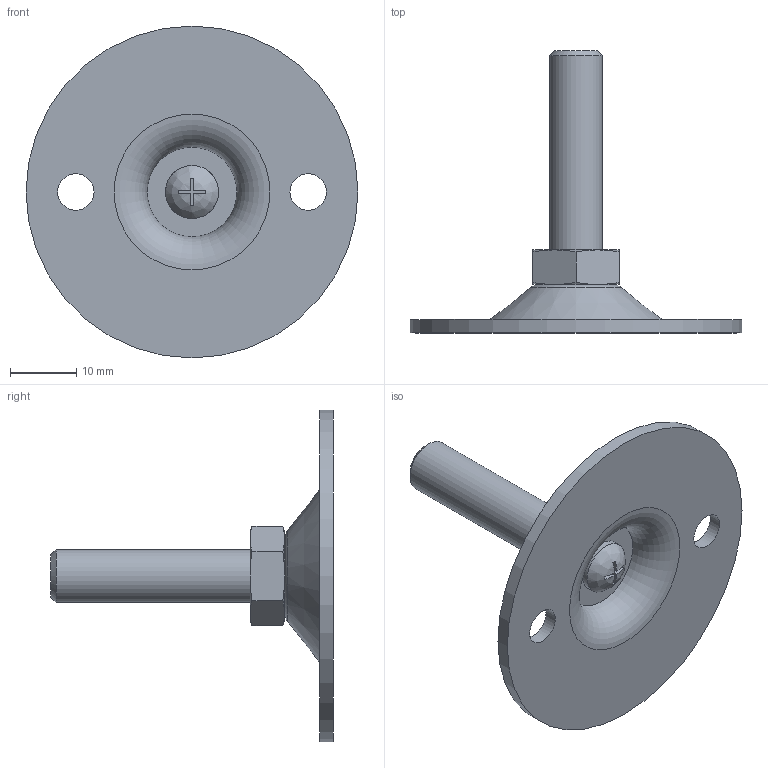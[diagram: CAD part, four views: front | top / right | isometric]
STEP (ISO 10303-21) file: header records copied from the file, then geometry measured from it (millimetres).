
FILE_DESCRIPTION( ( 'STEP AP214' ), '1' );
FILE_NAME( 'K0678.15008X030.stp', '2020-12-09T11:13:41', ( '' ), ( '' ), ' ', 'PARTsolutions', ' ' );
FILE_SCHEMA( ( 'AUTOMOTIVE_DESIGN { 1 0 10303 214 1 1 1 1 }' ) );
Length unit declared in the file: millimetre
Products named in the file (1): _K0678.15008X030
Bounding box: 50 x 42.5 x 50 mm (x, y, z)
Volume: 6819.1 mm3; surface area: 5593 mm2
Topology: 1 solids, 1 shells, 47 faces, 106 edges, 66 vertices
Faces by surface type: plane 25, cone 14, cylinder 5, torus 2, bspline 1
Full cylindrical faces by diameter (mm): 5.5 x2, 8 x2, 50 x1
Entity records: 1743 total; most frequent: CARTESIAN_POINT 397, ORIENTED_EDGE 188, DIRECTION 180, EDGE_CURVE 94, AXIS2_PLACEMENT_3D 75, EDGE_LOOP 66, VERTEX_POINT 64, FACE_OUTER_BOUND 55
